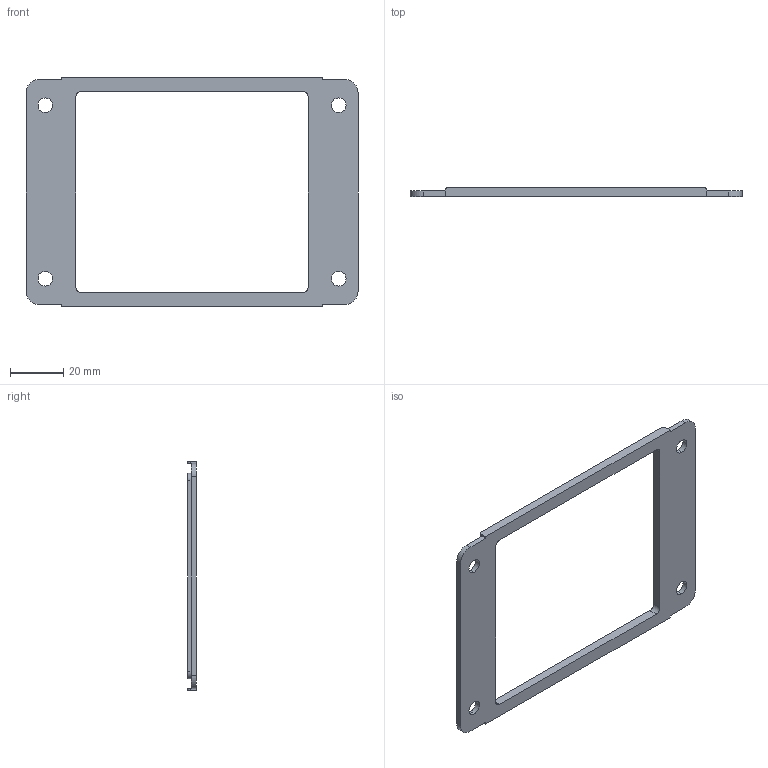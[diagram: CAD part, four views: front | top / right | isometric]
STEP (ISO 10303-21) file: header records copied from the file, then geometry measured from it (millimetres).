
FILE_DESCRIPTION (( 'STEP AP214' ), '1' );
FILE_NAME ('ZP-MC32B-GSK.step', '2015-08-12T18:15:00', ( '' ), ( '' ), 'SwSTEP 2.0', 'SolidWorks 2014', '' );
FILE_SCHEMA (( 'AUTOMOTIVE_DESIGN' ));
Length unit declared in the file: millimetre
Products named in the file (1): ZP-MC32B-GSK
Bounding box: 124.5 x 3.35 x 86.1 mm (x, y, z)
Volume: 8529.4 mm3; surface area: 11001.7 mm2
Topology: 1 solids, 1 shells, 51 faces, 140 edges, 92 vertices
Faces by surface type: plane 27, cylinder 24
Entity records: 1904 total; most frequent: DIRECTION 292, CARTESIAN_POINT 284, ORIENTED_EDGE 280, EDGE_CURVE 140, AXIS2_PLACEMENT_3D 100, VERTEX_POINT 92, VECTOR 92, LINE 92
